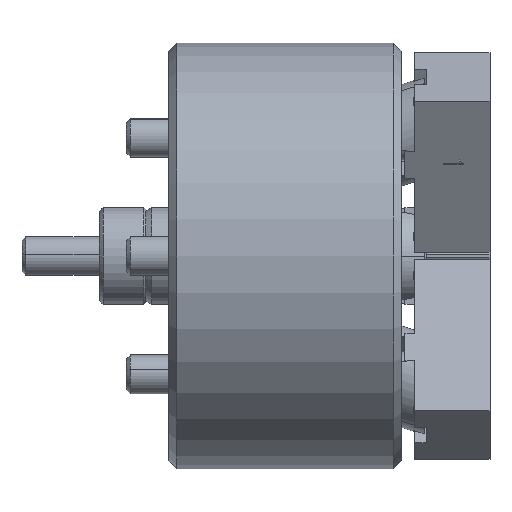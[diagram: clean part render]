
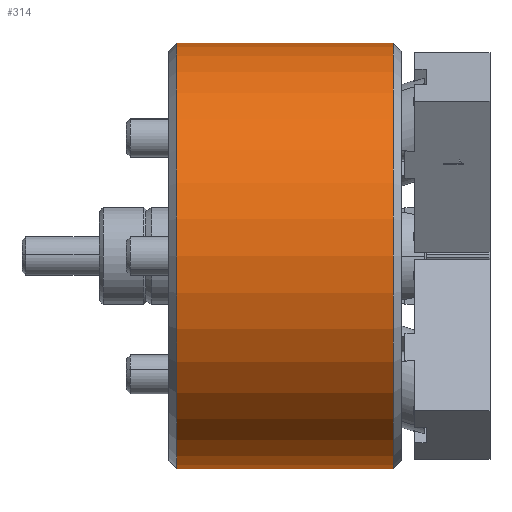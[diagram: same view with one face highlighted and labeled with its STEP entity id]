
A CAD part, front view. The second image highlights one B-rep face of the part: STEP entity #314.
In plain terms, the highlighted cylindrical face has radius 55 mm (diameter 110 mm), a partial arc.
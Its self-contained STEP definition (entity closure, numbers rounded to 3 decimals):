
#7 = DIRECTION ( 'NONE',  ( 1., 0., 0. ) ) ;
#88 = EDGE_CURVE ( 'NONE', #2960, #6889, #2472, .T. ) ;
#175 = CARTESIAN_POINT ( 'NONE',  ( -6.22, 0., 0. ) ) ;
#178 = CARTESIAN_POINT ( 'NONE',  ( 2., 0., 55. ) ) ;
#314 = ADVANCED_FACE ( 'NONE', ( #1316 ), #4771, .T. ) ;
#503 = VECTOR ( 'NONE', #741, 1000. ) ;
#741 = DIRECTION ( 'NONE',  ( -1., 0., 0. ) ) ;
#778 = EDGE_LOOP ( 'NONE', ( #1780, #9311, #7110, #5198 ) ) ;
#862 = CARTESIAN_POINT ( 'NONE',  ( -6.22, 0., 55. ) ) ;
#924 = DIRECTION ( 'NONE',  ( 0., 0., 1. ) ) ;
#1279 = CIRCLE ( 'NONE', #5122, 55. ) ;
#1287 = LINE ( 'NONE', #862, #3029 ) ;
#1316 = FACE_OUTER_BOUND ( 'NONE', #778, .T. ) ;
#1387 = CARTESIAN_POINT ( 'NONE',  ( 58., 0., 55. ) ) ;
#1780 = ORIENTED_EDGE ( 'NONE', *, *, #88, .F. ) ;
#2017 = DIRECTION ( 'NONE',  ( -1., 0., 0. ) ) ;
#2472 = LINE ( 'NONE', #3656, #503 ) ;
#2960 = VERTEX_POINT ( 'NONE', #6297 ) ;
#3029 = VECTOR ( 'NONE', #8256, 1000. ) ;
#3656 = CARTESIAN_POINT ( 'NONE',  ( -6.22, 0., -55. ) ) ;
#3695 = CARTESIAN_POINT ( 'NONE',  ( 2., 0., -55. ) ) ;
#4375 = EDGE_CURVE ( 'NONE', #7459, #5404, #1287, .T. ) ;
#4437 = CARTESIAN_POINT ( 'NONE',  ( 2., 0., 0. ) ) ;
#4771 = CYLINDRICAL_SURFACE ( 'NONE', #8906, 55. ) ;
#4933 = EDGE_CURVE ( 'NONE', #5404, #6889, #1279, .T. ) ;
#5122 = AXIS2_PLACEMENT_3D ( 'NONE', #4437, #7, #5208 ) ;
#5198 = ORIENTED_EDGE ( 'NONE', *, *, #4933, .T. ) ;
#5208 = DIRECTION ( 'NONE',  ( 0., 0., -1. ) ) ;
#5404 = VERTEX_POINT ( 'NONE', #178 ) ;
#5988 = CIRCLE ( 'NONE', #8794, 55. ) ;
#6252 = EDGE_CURVE ( 'NONE', #2960, #7459, #5988, .T. ) ;
#6297 = CARTESIAN_POINT ( 'NONE',  ( 58., 0., -55. ) ) ;
#6435 = CARTESIAN_POINT ( 'NONE',  ( 58., 0., 0. ) ) ;
#6856 = DIRECTION ( 'NONE',  ( -1., 0., 0. ) ) ;
#6889 = VERTEX_POINT ( 'NONE', #3695 ) ;
#7110 = ORIENTED_EDGE ( 'NONE', *, *, #4375, .T. ) ;
#7194 = DIRECTION ( 'NONE',  ( 0., 0., 1. ) ) ;
#7459 = VERTEX_POINT ( 'NONE', #1387 ) ;
#8256 = DIRECTION ( 'NONE',  ( -1., 0., 0. ) ) ;
#8794 = AXIS2_PLACEMENT_3D ( 'NONE', #6435, #2017, #7194 ) ;
#8906 = AXIS2_PLACEMENT_3D ( 'NONE', #175, #6856, #924 ) ;
#9311 = ORIENTED_EDGE ( 'NONE', *, *, #6252, .T. ) ;
